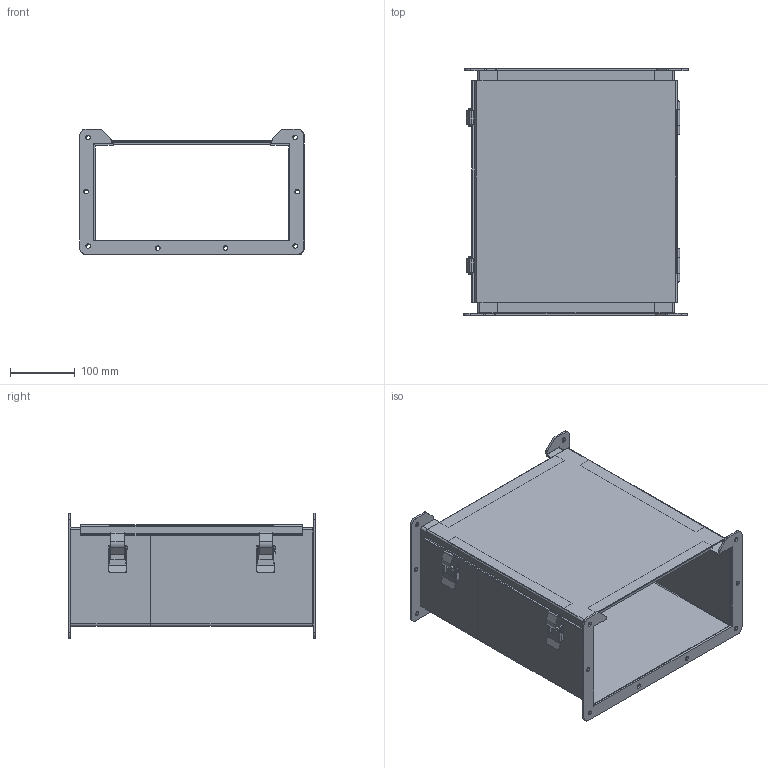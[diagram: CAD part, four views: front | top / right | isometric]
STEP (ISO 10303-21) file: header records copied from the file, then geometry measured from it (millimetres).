
FILE_DESCRIPTION (( 'STEP AP203' ), '1' );
FILE_NAME ('1485FW1.step', '2020-11-19T14:46:03', ( 'ADC123' ), ( 'Microsoft' ), 'SwSTEP 2.0', 'SolidWorks 2019', '' );
FILE_SCHEMA (( 'CONFIG_CONTROL_DESIGN' ));
Length unit declared in the file: inch
Products named in the file (1): 1485FW1
Bounding box: 347.22 x 381.97 x 194.74 mm (x, y, z)
Volume: 1016703.1 mm3; surface area: 885335.5 mm2
Topology: 21 solids, 21 shells, 440 faces, 1162 edges, 768 vertices
Faces by surface type: plane 264, cylinder 172, bspline 4
Full cylindrical faces by diameter (mm): 3.175 x4, 3.302 x4, 3.969 x4, 4.166 x4, 4.763 x6, 7.137 x16
Entity records: 13599 total; most frequent: CARTESIAN_POINT 2445, DIRECTION 2326, ORIENTED_EDGE 2228, EDGE_CURVE 1114, AXIS2_PLACEMENT_3D 787, VERTEX_POINT 766, VECTOR 752, LINE 752
